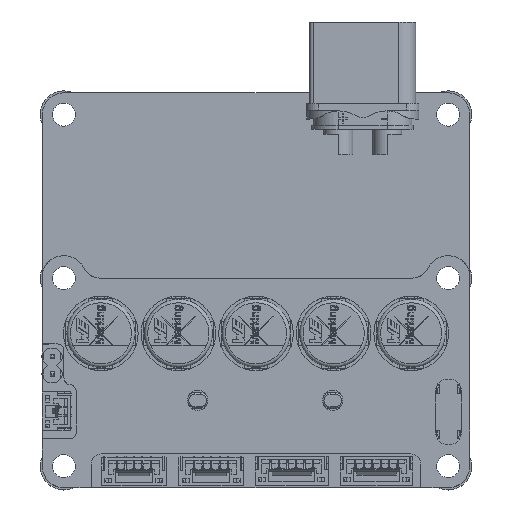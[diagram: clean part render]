
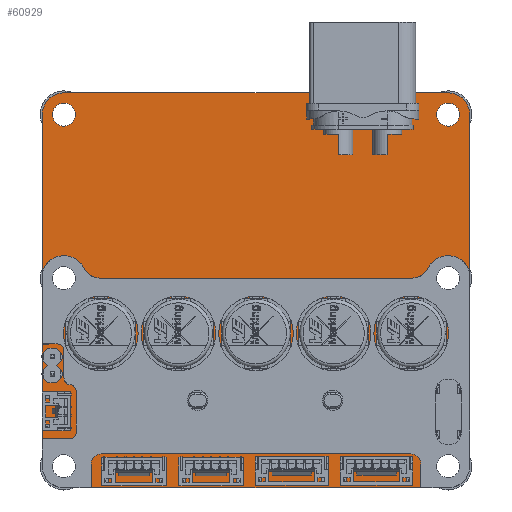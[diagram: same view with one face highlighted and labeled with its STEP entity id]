
A CAD part, top view. The second image highlights one B-rep face of the part: STEP entity #60929.
In plain terms, the highlighted planar face has unit normal (0, 0, 1).
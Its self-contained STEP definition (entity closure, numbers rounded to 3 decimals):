
#926=FACE_BOUND('',#9481,.T.);
#927=FACE_BOUND('',#9482,.T.);
#928=FACE_BOUND('',#9483,.T.);
#929=FACE_BOUND('',#9484,.T.);
#930=FACE_BOUND('',#9485,.T.);
#931=FACE_BOUND('',#9486,.T.);
#932=FACE_BOUND('',#9487,.T.);
#933=FACE_BOUND('',#9488,.T.);
#934=FACE_BOUND('',#9489,.T.);
#935=FACE_BOUND('',#9490,.T.);
#936=FACE_BOUND('',#9491,.T.);
#937=FACE_BOUND('',#9492,.T.);
#938=FACE_BOUND('',#9493,.T.);
#939=FACE_BOUND('',#9494,.T.);
#3403=PLANE('',#64948);
#6090=FACE_OUTER_BOUND('',#9480,.T.);
#9480=EDGE_LOOP('',(#48282,#48283,#48284,#48285,#48286,#48287,#48288,#48289));
#9481=EDGE_LOOP('',(#48290));
#9482=EDGE_LOOP('',(#48291));
#9483=EDGE_LOOP('',(#48292));
#9484=EDGE_LOOP('',(#48293));
#9485=EDGE_LOOP('',(#48294));
#9486=EDGE_LOOP('',(#48295));
#9487=EDGE_LOOP('',(#48296));
#9488=EDGE_LOOP('',(#48297));
#9489=EDGE_LOOP('',(#48298));
#9490=EDGE_LOOP('',(#48299));
#9491=EDGE_LOOP('',(#48300));
#9492=EDGE_LOOP('',(#48301));
#9493=EDGE_LOOP('',(#48302));
#9494=EDGE_LOOP('',(#48303));
#14673=LINE('',#90891,#21836);
#14677=LINE('',#90903,#21840);
#14681=LINE('',#90915,#21844);
#14685=LINE('',#90925,#21848);
#21836=VECTOR('',#74199,10.);
#21840=VECTOR('',#74211,10.);
#21844=VECTOR('',#74223,10.);
#21848=VECTOR('',#74235,10.);
#26160=CIRCLE('',#64891,0.33);
#26162=CIRCLE('',#64894,0.33);
#26165=CIRCLE('',#64898,0.508);
#26167=CIRCLE('',#64901,0.35);
#26169=CIRCLE('',#64904,0.35);
#26171=CIRCLE('',#64907,0.35);
#26173=CIRCLE('',#64910,0.508);
#26175=CIRCLE('',#64913,0.35);
#26176=CIRCLE('',#64915,1.7);
#26178=CIRCLE('',#64918,1.7);
#26180=CIRCLE('',#64921,1.7);
#26182=CIRCLE('',#64924,1.7);
#26184=CIRCLE('',#64927,1.7);
#26186=CIRCLE('',#64930,1.7);
#26189=CIRCLE('',#64934,3.2);
#26191=CIRCLE('',#64938,3.2);
#26193=CIRCLE('',#64942,3.2);
#26195=CIRCLE('',#64946,3.2);
#29338=VERTEX_POINT('',#90795);
#29340=VERTEX_POINT('',#90801);
#29343=VERTEX_POINT('',#90809);
#29345=VERTEX_POINT('',#90815);
#29347=VERTEX_POINT('',#90821);
#29349=VERTEX_POINT('',#90827);
#29351=VERTEX_POINT('',#90833);
#29353=VERTEX_POINT('',#90839);
#29354=VERTEX_POINT('',#90843);
#29356=VERTEX_POINT('',#90849);
#29358=VERTEX_POINT('',#90855);
#29360=VERTEX_POINT('',#90861);
#29362=VERTEX_POINT('',#90867);
#29364=VERTEX_POINT('',#90873);
#29368=VERTEX_POINT('',#90882);
#29369=VERTEX_POINT('',#90884);
#29371=VERTEX_POINT('',#90890);
#29373=VERTEX_POINT('',#90896);
#29375=VERTEX_POINT('',#90902);
#29377=VERTEX_POINT('',#90908);
#29379=VERTEX_POINT('',#90914);
#29381=VERTEX_POINT('',#90920);
#36149=EDGE_CURVE('',#29338,#29338,#26160,.T.);
#36152=EDGE_CURVE('',#29340,#29340,#26162,.T.);
#36157=EDGE_CURVE('',#29343,#29343,#26165,.T.);
#36160=EDGE_CURVE('',#29345,#29345,#26167,.T.);
#36163=EDGE_CURVE('',#29347,#29347,#26169,.T.);
#36166=EDGE_CURVE('',#29349,#29349,#26171,.T.);
#36169=EDGE_CURVE('',#29351,#29351,#26173,.T.);
#36172=EDGE_CURVE('',#29353,#29353,#26175,.T.);
#36173=EDGE_CURVE('',#29354,#29354,#26176,.T.);
#36176=EDGE_CURVE('',#29356,#29356,#26178,.T.);
#36179=EDGE_CURVE('',#29358,#29358,#26180,.T.);
#36182=EDGE_CURVE('',#29360,#29360,#26182,.T.);
#36185=EDGE_CURVE('',#29362,#29362,#26184,.T.);
#36188=EDGE_CURVE('',#29364,#29364,#26186,.T.);
#36193=EDGE_CURVE('',#29369,#29368,#26189,.T.);
#36196=EDGE_CURVE('',#29371,#29369,#14673,.T.);
#36199=EDGE_CURVE('',#29373,#29371,#26191,.T.);
#36202=EDGE_CURVE('',#29375,#29373,#14677,.T.);
#36205=EDGE_CURVE('',#29377,#29375,#26193,.T.);
#36208=EDGE_CURVE('',#29379,#29377,#14681,.T.);
#36211=EDGE_CURVE('',#29381,#29379,#26195,.T.);
#36214=EDGE_CURVE('',#29368,#29381,#14685,.T.);
#48282=ORIENTED_EDGE('',*,*,#36214,.T.);
#48283=ORIENTED_EDGE('',*,*,#36211,.T.);
#48284=ORIENTED_EDGE('',*,*,#36208,.T.);
#48285=ORIENTED_EDGE('',*,*,#36205,.T.);
#48286=ORIENTED_EDGE('',*,*,#36202,.T.);
#48287=ORIENTED_EDGE('',*,*,#36199,.T.);
#48288=ORIENTED_EDGE('',*,*,#36196,.T.);
#48289=ORIENTED_EDGE('',*,*,#36193,.T.);
#48290=ORIENTED_EDGE('',*,*,#36149,.T.);
#48291=ORIENTED_EDGE('',*,*,#36152,.T.);
#48292=ORIENTED_EDGE('',*,*,#36157,.T.);
#48293=ORIENTED_EDGE('',*,*,#36160,.T.);
#48294=ORIENTED_EDGE('',*,*,#36163,.T.);
#48295=ORIENTED_EDGE('',*,*,#36166,.T.);
#48296=ORIENTED_EDGE('',*,*,#36169,.T.);
#48297=ORIENTED_EDGE('',*,*,#36172,.T.);
#48298=ORIENTED_EDGE('',*,*,#36188,.T.);
#48299=ORIENTED_EDGE('',*,*,#36185,.T.);
#48300=ORIENTED_EDGE('',*,*,#36182,.T.);
#48301=ORIENTED_EDGE('',*,*,#36179,.T.);
#48302=ORIENTED_EDGE('',*,*,#36176,.T.);
#48303=ORIENTED_EDGE('',*,*,#36173,.T.);
#60929=ADVANCED_FACE('',(#6090,#926,#927,#928,#929,#930,#931,#932,#933,
#934,#935,#936,#937,#938,#939),#3403,.T.);
#64891=AXIS2_PLACEMENT_3D('',#90796,#74092,#74093);
#64894=AXIS2_PLACEMENT_3D('',#90802,#74099,#74100);
#64898=AXIS2_PLACEMENT_3D('',#90811,#74109,#74110);
#64901=AXIS2_PLACEMENT_3D('',#90817,#74116,#74117);
#64904=AXIS2_PLACEMENT_3D('',#90823,#74123,#74124);
#64907=AXIS2_PLACEMENT_3D('',#90829,#74130,#74131);
#64910=AXIS2_PLACEMENT_3D('',#90835,#74137,#74138);
#64913=AXIS2_PLACEMENT_3D('',#90841,#74144,#74145);
#64915=AXIS2_PLACEMENT_3D('',#90844,#74148,#74149);
#64918=AXIS2_PLACEMENT_3D('',#90850,#74155,#74156);
#64921=AXIS2_PLACEMENT_3D('',#90856,#74162,#74163);
#64924=AXIS2_PLACEMENT_3D('',#90862,#74169,#74170);
#64927=AXIS2_PLACEMENT_3D('',#90868,#74176,#74177);
#64930=AXIS2_PLACEMENT_3D('',#90874,#74183,#74184);
#64934=AXIS2_PLACEMENT_3D('',#90885,#74193,#74194);
#64938=AXIS2_PLACEMENT_3D('',#90897,#74205,#74206);
#64942=AXIS2_PLACEMENT_3D('',#90909,#74217,#74218);
#64946=AXIS2_PLACEMENT_3D('',#90921,#74229,#74230);
#64948=AXIS2_PLACEMENT_3D('',#90926,#74236,#74237);
#74092=DIRECTION('center_axis',(0.,0.,-1.));
#74093=DIRECTION('ref_axis',(1.,0.,0.));
#74099=DIRECTION('center_axis',(0.,0.,-1.));
#74100=DIRECTION('ref_axis',(1.,0.,0.));
#74109=DIRECTION('center_axis',(0.,0.,-1.));
#74110=DIRECTION('ref_axis',(1.,0.,0.));
#74116=DIRECTION('center_axis',(0.,0.,-1.));
#74117=DIRECTION('ref_axis',(1.,0.,0.));
#74123=DIRECTION('center_axis',(0.,0.,-1.));
#74124=DIRECTION('ref_axis',(1.,0.,0.));
#74130=DIRECTION('center_axis',(0.,0.,-1.));
#74131=DIRECTION('ref_axis',(1.,0.,0.));
#74137=DIRECTION('center_axis',(0.,0.,-1.));
#74138=DIRECTION('ref_axis',(1.,0.,0.));
#74144=DIRECTION('center_axis',(0.,0.,-1.));
#74145=DIRECTION('ref_axis',(1.,0.,0.));
#74148=DIRECTION('center_axis',(0.,0.,-1.));
#74149=DIRECTION('ref_axis',(1.,0.,0.));
#74155=DIRECTION('center_axis',(0.,0.,-1.));
#74156=DIRECTION('ref_axis',(1.,0.,0.));
#74162=DIRECTION('center_axis',(0.,0.,-1.));
#74163=DIRECTION('ref_axis',(1.,0.,0.));
#74169=DIRECTION('center_axis',(0.,0.,-1.));
#74170=DIRECTION('ref_axis',(1.,0.,0.));
#74176=DIRECTION('center_axis',(0.,0.,-1.));
#74177=DIRECTION('ref_axis',(1.,0.,0.));
#74183=DIRECTION('center_axis',(0.,0.,-1.));
#74184=DIRECTION('ref_axis',(1.,0.,0.));
#74193=DIRECTION('center_axis',(0.,0.,1.));
#74194=DIRECTION('ref_axis',(0.,1.,0.));
#74199=DIRECTION('',(-1.,0.,0.));
#74205=DIRECTION('center_axis',(0.,0.,1.));
#74206=DIRECTION('ref_axis',(1.,0.,0.));
#74211=DIRECTION('',(0.,1.,0.));
#74217=DIRECTION('center_axis',(0.,0.,1.));
#74218=DIRECTION('ref_axis',(0.,-1.,0.));
#74223=DIRECTION('',(1.,0.,0.));
#74229=DIRECTION('center_axis',(0.,0.,1.));
#74230=DIRECTION('ref_axis',(-1.,0.,0.));
#74235=DIRECTION('',(0.,-1.,0.));
#74236=DIRECTION('center_axis',(0.,0.,1.));
#74237=DIRECTION('ref_axis',(1.,0.,0.));
#90795=CARTESIAN_POINT('',(28.032,-14.139,0.08));
#90796=CARTESIAN_POINT('Origin',(28.362,-14.139,0.08));
#90801=CARTESIAN_POINT('',(28.032,-21.639,0.08));
#90802=CARTESIAN_POINT('Origin',(28.362,-21.639,0.08));
#90809=CARTESIAN_POINT('',(-30.531,-12.312,0.08));
#90811=CARTESIAN_POINT('Origin',(-30.023,-12.312,0.08));
#90815=CARTESIAN_POINT('',(30.162,-15.489,0.08));
#90817=CARTESIAN_POINT('Origin',(30.512,-15.489,0.08));
#90821=CARTESIAN_POINT('',(25.862,-20.289,0.08));
#90823=CARTESIAN_POINT('Origin',(26.212,-20.289,0.08));
#90827=CARTESIAN_POINT('',(30.162,-20.289,0.08));
#90829=CARTESIAN_POINT('Origin',(30.512,-20.289,0.08));
#90833=CARTESIAN_POINT('',(-30.531,-9.772,0.08));
#90835=CARTESIAN_POINT('Origin',(-30.023,-9.772,0.08));
#90839=CARTESIAN_POINT('',(25.862,-15.489,0.08));
#90841=CARTESIAN_POINT('Origin',(26.212,-15.489,0.08));
#90843=CARTESIAN_POINT('',(-30.,-25.9,0.08));
#90844=CARTESIAN_POINT('Origin',(-28.3,-25.9,0.08));
#90849=CARTESIAN_POINT('',(26.6,-25.9,0.08));
#90850=CARTESIAN_POINT('Origin',(28.3,-25.9,0.08));
#90855=CARTESIAN_POINT('',(-30.,1.8,0.08));
#90856=CARTESIAN_POINT('Origin',(-28.3,1.8,0.08));
#90861=CARTESIAN_POINT('',(26.6,25.9,0.08));
#90862=CARTESIAN_POINT('Origin',(28.3,25.9,0.08));
#90867=CARTESIAN_POINT('',(-30.,25.9,0.08));
#90868=CARTESIAN_POINT('Origin',(-28.3,25.9,0.08));
#90873=CARTESIAN_POINT('',(26.6,1.8,0.08));
#90874=CARTESIAN_POINT('Origin',(28.3,1.8,0.08));
#90882=CARTESIAN_POINT('',(-31.5,25.9,0.08));
#90884=CARTESIAN_POINT('',(-28.3,29.1,0.08));
#90885=CARTESIAN_POINT('Origin',(-28.3,25.9,0.08));
#90890=CARTESIAN_POINT('',(28.3,29.1,0.08));
#90891=CARTESIAN_POINT('',(28.3,29.1,0.08));
#90896=CARTESIAN_POINT('',(31.5,25.9,0.08));
#90897=CARTESIAN_POINT('Origin',(28.3,25.9,0.08));
#90902=CARTESIAN_POINT('',(31.5,-25.9,0.08));
#90903=CARTESIAN_POINT('',(31.5,-25.9,0.08));
#90908=CARTESIAN_POINT('',(28.3,-29.1,0.08));
#90909=CARTESIAN_POINT('Origin',(28.3,-25.9,0.08));
#90914=CARTESIAN_POINT('',(-28.3,-29.1,0.08));
#90915=CARTESIAN_POINT('',(-28.3,-29.1,0.08));
#90920=CARTESIAN_POINT('',(-31.5,-25.9,0.08));
#90921=CARTESIAN_POINT('Origin',(-28.3,-25.9,0.08));
#90925=CARTESIAN_POINT('',(-31.5,25.9,0.08));
#90926=CARTESIAN_POINT('Origin',(0.,0.,0.08));
